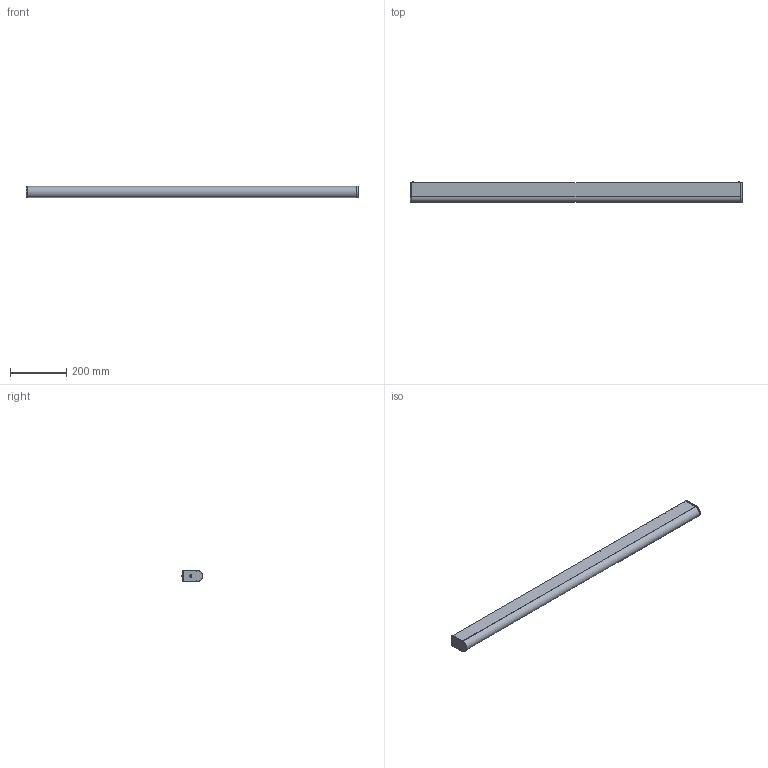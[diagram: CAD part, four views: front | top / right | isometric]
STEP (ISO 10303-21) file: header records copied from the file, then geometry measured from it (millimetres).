
FILE_DESCRIPTION (( 'STEP AP214' ), '1' );
FILE_NAME ('RDLBC4BR.STEP', '2016-11-18T19:12:46', ( '' ), ( '' ), 'SwSTEP 2.0', 'SolidWorks 2012', '' );
FILE_SCHEMA (( 'AUTOMOTIVE_DESIGN' ));
Length unit declared in the file: inch
Products named in the file (1): RDLBC4BR
Bounding box: 1183.44 x 77.82 x 42.55 mm (x, y, z)
Surface area: 302927.2 mm2 (no closed solid volume)
Topology: 0 solids, 16 shells, 158 faces, 559 edges, 416 vertices
Faces by surface type: plane 110, cylinder 38, cone 10
Entity records: 7913 total; most frequent: CARTESIAN_POINT 1182, DIRECTION 979, ORIENTED_EDGE 762, EDGE_CURVE 559, LINE 417, VECTOR 417, VERTEX_POINT 416, AXIS2_PLACEMENT_3D 281
